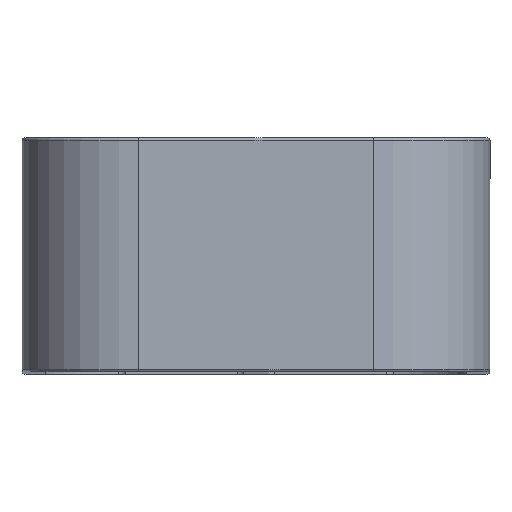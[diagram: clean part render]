
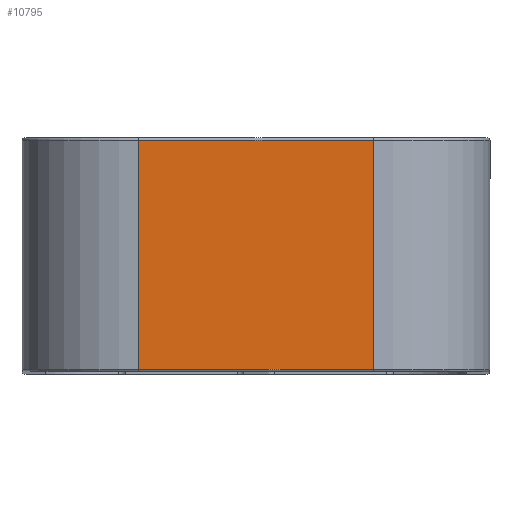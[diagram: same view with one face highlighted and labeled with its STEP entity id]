
A CAD part, top view. The second image highlights one B-rep face of the part: STEP entity #10795.
In plain terms, the highlighted planar face has unit normal (0, 0, 1).
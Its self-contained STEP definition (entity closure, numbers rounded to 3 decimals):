
#44=PLANE('',#11418);
#230=LINE('',#16506,#1146);
#240=LINE('',#16548,#1156);
#241=LINE('',#16552,#1157);
#242=LINE('',#16553,#1158);
#1146=VECTOR('',#12802,10.);
#1156=VECTOR('',#12850,10.);
#1157=VECTOR('',#12855,10.);
#1158=VECTOR('',#12856,10.);
#2463=FACE_OUTER_BOUND('',#3049,.T.);
#3049=EDGE_LOOP('',(#7369,#7370,#7371,#7372));
#4463=VERTEX_POINT('',#16496);
#4465=VERTEX_POINT('',#16502);
#4479=VERTEX_POINT('',#16547);
#4480=VERTEX_POINT('',#16551);
#5611=EDGE_CURVE('',#4463,#4465,#230,.T.);
#5632=EDGE_CURVE('',#4465,#4479,#240,.T.);
#5634=EDGE_CURVE('',#4480,#4463,#241,.T.);
#5635=EDGE_CURVE('',#4479,#4480,#242,.T.);
#7369=ORIENTED_EDGE('',*,*,#5611,.F.);
#7370=ORIENTED_EDGE('',*,*,#5634,.F.);
#7371=ORIENTED_EDGE('',*,*,#5635,.F.);
#7372=ORIENTED_EDGE('',*,*,#5632,.F.);
#10795=ADVANCED_FACE('',(#2463),#44,.T.);
#11418=AXIS2_PLACEMENT_3D('',#16550,#12853,#12854);
#12802=DIRECTION('',(-1.,0.,0.));
#12850=DIRECTION('',(0.,1.,0.));
#12853=DIRECTION('center_axis',(0.,0.,
1.));
#12854=DIRECTION('ref_axis',(1.,0.,0.));
#12855=DIRECTION('',(0.,-1.,0.));
#12856=DIRECTION('',(1.,0.,0.));
#16496=CARTESIAN_POINT('',(0.,-4.9,55.));
#16502=CARTESIAN_POINT('',(-10.,-4.9,55.));
#16506=CARTESIAN_POINT('',(-4.875,-4.9,55.));
#16547=CARTESIAN_POINT('',(-10.,4.9,55.));
#16548=CARTESIAN_POINT('',(-10.,0.,55.));
#16550=CARTESIAN_POINT('Origin',(-10.,0.,55.));
#16551=CARTESIAN_POINT('',(0.,4.9,55.));
#16552=CARTESIAN_POINT('',(0.,0.,55.));
#16553=CARTESIAN_POINT('',(-4.875,4.9,55.));
